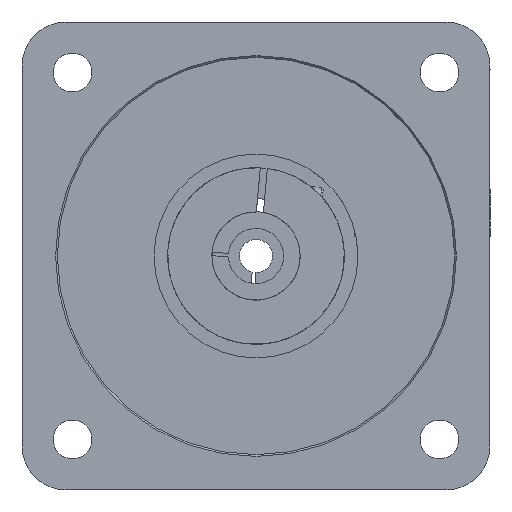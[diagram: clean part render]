
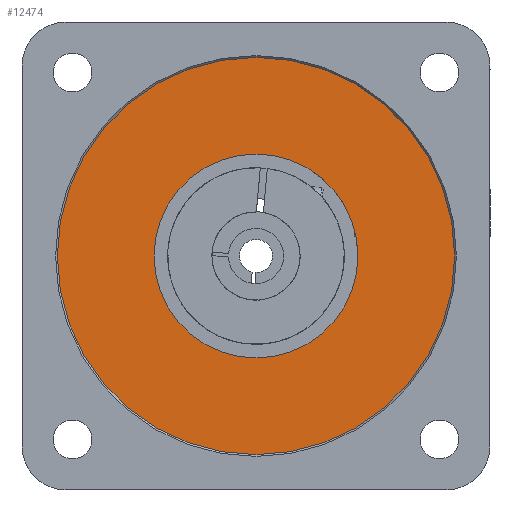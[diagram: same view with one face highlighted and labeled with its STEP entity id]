
A CAD part, front view. The second image highlights one B-rep face of the part: STEP entity #12474.
In plain terms, the highlighted planar face has unit normal (0, -1, 0).
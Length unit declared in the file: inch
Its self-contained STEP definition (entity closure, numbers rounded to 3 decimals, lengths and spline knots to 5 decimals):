
#341 = VERTEX_POINT ( 'NONE', #23747 ) ;
#706 = AXIS2_PLACEMENT_3D ( 'NONE', #21213, #9981, #23098 ) ;
#766 = ORIENTED_EDGE ( 'NONE', *, *, #10264, .T. ) ;
#2535 = DIRECTION ( 'NONE',  ( 0., -1., 0. ) ) ;
#2615 = ORIENTED_EDGE ( 'NONE', *, *, #8566, .T. ) ;
#2818 = CIRCLE ( 'NONE', #15257, 1.155 ) ;
#3490 = DIRECTION ( 'NONE',  ( 0., -1., 0. ) ) ;
#3951 = EDGE_LOOP ( 'NONE', ( #16675, #2615 ) ) ;
#4118 = FACE_OUTER_BOUND ( 'NONE', #3951, .T. ) ;
#4137 = VERTEX_POINT ( 'NONE', #7247 ) ;
#5434 = CARTESIAN_POINT ( 'NONE',  ( 0., 0.17, 0. ) ) ;
#6424 = ORIENTED_EDGE ( 'NONE', *, *, #21238, .T. ) ;
#7247 = CARTESIAN_POINT ( 'NONE',  ( 0., 0.17, -2.25 ) ) ;
#7278 = DIRECTION ( 'NONE',  ( 0., 0., -1. ) ) ;
#7444 = CARTESIAN_POINT ( 'NONE',  ( 0., 0.17, 2.25 ) ) ;
#7998 = CARTESIAN_POINT ( 'NONE',  ( 0., 0.17, 0. ) ) ;
#8566 = EDGE_CURVE ( 'NONE', #12305, #4137, #20303, .T. ) ;
#9795 = DIRECTION ( 'NONE',  ( 0., 1., 0. ) ) ;
#9981 = DIRECTION ( 'NONE',  ( 0., -1., 0. ) ) ;
#10264 = EDGE_CURVE ( 'NONE', #341, #22179, #10606, .T. ) ;
#10606 = CIRCLE ( 'NONE', #16471, 1.155 ) ;
#11077 = CARTESIAN_POINT ( 'NONE',  ( 0., 0.17, 1.155 ) ) ;
#12305 = VERTEX_POINT ( 'NONE', #7444 ) ;
#12474 = ADVANCED_FACE ( 'NONE', ( #4118, #17296 ), #23071, .T. ) ;
#13153 = AXIS2_PLACEMENT_3D ( 'NONE', #14691, #3490, #16581 ) ;
#14691 = CARTESIAN_POINT ( 'NONE',  ( 0., 0.17, 0. ) ) ;
#15257 = AXIS2_PLACEMENT_3D ( 'NONE', #21025, #9795, #22914 ) ;
#15634 = DIRECTION ( 'NONE',  ( 0., 0., -1. ) ) ;
#16278 = CIRCLE ( 'NONE', #706, 2.25 ) ;
#16471 = AXIS2_PLACEMENT_3D ( 'NONE', #5434, #18522, #7278 ) ;
#16581 = DIRECTION ( 'NONE',  ( 0., 0., -1. ) ) ;
#16675 = ORIENTED_EDGE ( 'NONE', *, *, #22444, .T. ) ;
#17138 = EDGE_LOOP ( 'NONE', ( #6424, #766 ) ) ;
#17296 = FACE_BOUND ( 'NONE', #17138, .T. ) ;
#17745 = AXIS2_PLACEMENT_3D ( 'NONE', #7998, #2535, #15634 ) ;
#18522 = DIRECTION ( 'NONE',  ( 0., 1., 0. ) ) ;
#20303 = CIRCLE ( 'NONE', #13153, 2.25 ) ;
#21025 = CARTESIAN_POINT ( 'NONE',  ( 0., 0.17, 0. ) ) ;
#21213 = CARTESIAN_POINT ( 'NONE',  ( 0., 0.17, 0. ) ) ;
#21238 = EDGE_CURVE ( 'NONE', #22179, #341, #2818, .T. ) ;
#22179 = VERTEX_POINT ( 'NONE', #11077 ) ;
#22444 = EDGE_CURVE ( 'NONE', #4137, #12305, #16278, .T. ) ;
#22914 = DIRECTION ( 'NONE',  ( 0., 0., -1. ) ) ;
#23071 = PLANE ( 'NONE',  #17745 ) ;
#23098 = DIRECTION ( 'NONE',  ( 0., 0., -1. ) ) ;
#23747 = CARTESIAN_POINT ( 'NONE',  ( 0., 0.17, -1.155 ) ) ;
